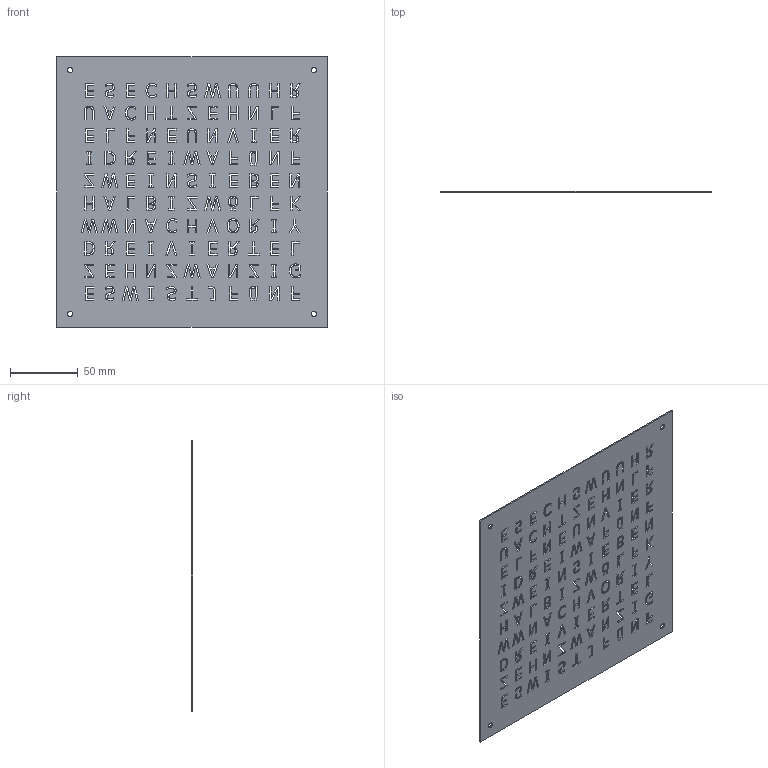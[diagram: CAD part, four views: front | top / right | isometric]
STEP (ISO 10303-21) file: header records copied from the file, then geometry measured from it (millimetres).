
FILE_DESCRIPTION(/* description */ (''),/* implementation_level */ '2;1');
FILE_NAME(/* name */ 'Frontplatte mit Stegen.stp',/* time_stamp */ '2023-06-13T07:40:43+02:00',/* author */ ('ARausch'),/* organization */ (''),/* preprocessor_version */ 'ST-DEVELOPER v18.1',/* originating_system */ 'Autodesk Inventor 2021',/* authorisation */ '');
FILE_SCHEMA (('AUTOMOTIVE_DESIGN { 1 0 10303 214 3 1 1 }'));
Length unit declared in the file: millimetre
Products named in the file (1): Frontplatte mit Stegen
Bounding box: 200 x 1 x 200 mm (x, y, z)
Volume: 36746.5 mm3; surface area: 79808.6 mm2
Topology: 1 solids, 1 shells, 1484 faces, 4446 edges, 2964 vertices
Faces by surface type: plane 1173, bspline 307, cylinder 4
Full cylindrical faces by diameter (mm): 4 x4
Entity records: 52282 total; most frequent: CARTESIAN_POINT 13855, ORIENTED_EDGE 8892, DIRECTION 6180, EDGE_CURVE 4446, LINE 3808, VECTOR 3808, VERTEX_POINT 2964, EDGE_LOOP 1746
